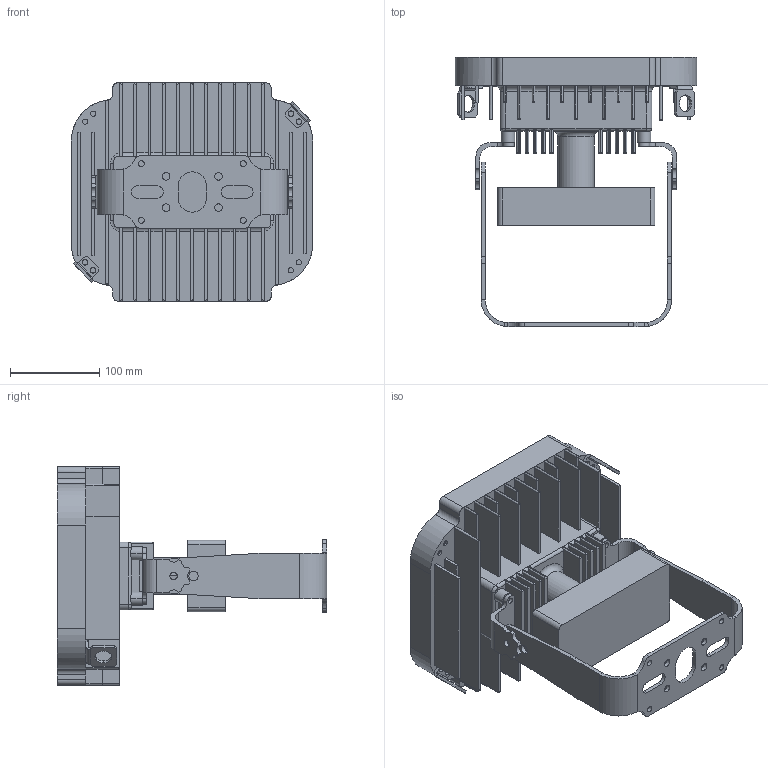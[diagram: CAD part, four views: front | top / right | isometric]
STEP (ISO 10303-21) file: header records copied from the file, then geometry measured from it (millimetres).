
FILE_DESCRIPTION((''),'2;1');
FILE_NAME('AREA_LIGHT_GLASS_UBRKT_JBOX_ASM','2017-07-28T',('mirabem'),(''),'PRO/ENGINEER BY PARAMETRIC TECHNOLOGY CORPORATION, 2014000','PRO/ENGINEER BY PARAMETRIC TECHNOLOGY CORPORATION, 2014000','');
FILE_SCHEMA(('CONFIG_CONTROL_DESIGN'));
Length unit declared in the file: inch
Products named in the file (8): AREALIGHT_STEP_1; 0000443232; AREA_LIGHT_GLASS_ASM; 1800HZA200200; 1800HZA200201; U-BRACKET_ASM; JBOX_REDUCED; AREA_LIGHT_GLASS_UBRKT_JBOX_ASM
Assembly tree (9 placements, depth 3):
  AREA_LIGHT_GLASS_UBRKT_JBOX_ASM
    AREA_LIGHT_GLASS_ASM
      AREALIGHT_STEP_1
      0000443232  x2
    U-BRACKET_ASM
      1800HZA200200
      1800HZA200201  x2
    JBOX_REDUCED
Bounding box: 270.51 x 301.62 x 245.11 mm (x, y, z)
Volume: 3552933.2 mm3; surface area: 531508.7 mm2
Topology: 7 solids, 7 shells, 642 faces, 1669 edges, 1059 vertices
Faces by surface type: cylinder 341, plane 286, bspline 8, torus 7
Entity records: 19087 total; most frequent: CARTESIAN_POINT 4451, ORIENTED_EDGE 3042, DIRECTION 2989, EDGE_CURVE 1521, AXIS2_PLACEMENT_3D 1037, VERTEX_POINT 961, VECTOR 915, LINE 915
